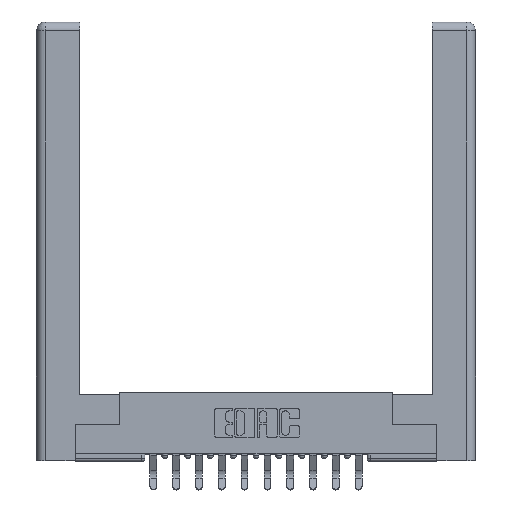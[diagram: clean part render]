
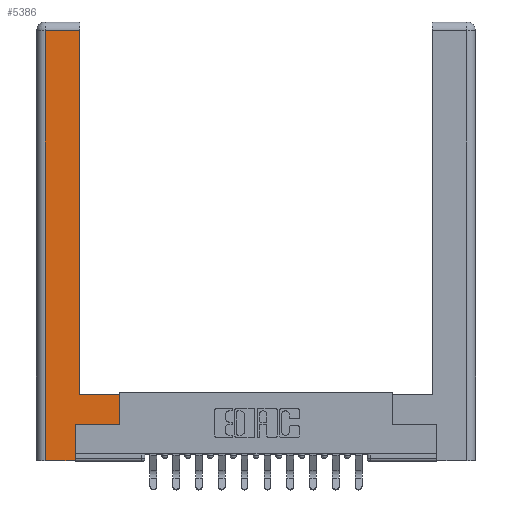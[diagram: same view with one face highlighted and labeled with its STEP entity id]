
A CAD part, top view. The second image highlights one B-rep face of the part: STEP entity #5386.
In plain terms, the highlighted planar face has unit normal (0, 0, 1).
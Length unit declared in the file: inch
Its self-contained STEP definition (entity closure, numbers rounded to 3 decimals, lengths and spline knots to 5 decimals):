
#4 = ORIENTED_EDGE ( 'NONE', *, *, #7945, .T. ) ;
#39 = CARTESIAN_POINT ( 'NONE',  ( 0.295, 0.45, 0. ) ) ;
#270 = EDGE_CURVE ( 'NONE', #653, #8378, #2933, .T. ) ;
#402 = ORIENTED_EDGE ( 'NONE', *, *, #2325, .T. ) ;
#653 = VERTEX_POINT ( 'NONE', #9591 ) ;
#908 = VECTOR ( 'NONE', #15201, 39.37008 ) ;
#1030 = ORIENTED_EDGE ( 'NONE', *, *, #9460, .T. ) ;
#1162 = CARTESIAN_POINT ( 'NONE',  ( 0.265, 0.245, 0. ) ) ;
#1568 = EDGE_CURVE ( 'NONE', #4908, #5134, #8508, .T. ) ;
#1910 = PLANE ( 'NONE',  #10660 ) ;
#2325 = EDGE_CURVE ( 'NONE', #5134, #13016, #12115, .T. ) ;
#2933 = LINE ( 'NONE', #39, #15330 ) ;
#3866 = EDGE_LOOP ( 'NONE', ( #15394, #10747, #402, #4, #13367, #13224, #1030, #11293 ) ) ;
#3882 = EDGE_CURVE ( 'NONE', #6407, #6598, #12639, .T. ) ;
#4098 = LINE ( 'NONE', #7847, #908 ) ;
#4538 = VERTEX_POINT ( 'NONE', #11665 ) ;
#4617 = CARTESIAN_POINT ( 'NONE',  ( 0.295, 2.94, 0. ) ) ;
#4801 = LINE ( 'NONE', #4893, #8338 ) ;
#4893 = CARTESIAN_POINT ( 'NONE',  ( 0.565, 0.245, 0. ) ) ;
#4908 = VERTEX_POINT ( 'NONE', #4617 ) ;
#5134 = VERTEX_POINT ( 'NONE', #6212 ) ;
#5386 = ADVANCED_FACE ( 'NONE', ( #14470 ), #1910, .F. ) ;
#5644 = CARTESIAN_POINT ( 'NONE',  ( 0.295, 3., 0. ) ) ;
#6151 = VECTOR ( 'NONE', #11778, 39.37008 ) ;
#6212 = CARTESIAN_POINT ( 'NONE',  ( 0.0615, 2.94, 0. ) ) ;
#6247 = VECTOR ( 'NONE', #10218, 39.37008 ) ;
#6407 = VERTEX_POINT ( 'NONE', #14540 ) ;
#6417 = DIRECTION ( 'NONE',  ( 0., 1., 0. ) ) ;
#6598 = VERTEX_POINT ( 'NONE', #7927 ) ;
#7171 = CARTESIAN_POINT ( 'NONE',  ( 0.0615, 0., 0. ) ) ;
#7329 = DIRECTION ( 'NONE',  ( -1., 0., 0. ) ) ;
#7840 = CARTESIAN_POINT ( 'NONE',  ( 0.0615, 2.94, 0. ) ) ;
#7847 = CARTESIAN_POINT ( 'NONE',  ( 0.265, 0., 0. ) ) ;
#7927 = CARTESIAN_POINT ( 'NONE',  ( 0.265, 0.245, 0. ) ) ;
#7945 = EDGE_CURVE ( 'NONE', #13016, #6407, #4098, .T. ) ;
#8338 = VECTOR ( 'NONE', #9704, 39.37008 ) ;
#8378 = VERTEX_POINT ( 'NONE', #12409 ) ;
#8508 = LINE ( 'NONE', #7840, #6247 ) ;
#9460 = EDGE_CURVE ( 'NONE', #4538, #653, #15314, .T. ) ;
#9591 = CARTESIAN_POINT ( 'NONE',  ( 0.565, 0.45, 0. ) ) ;
#9704 = DIRECTION ( 'NONE',  ( 1., 0., 0. ) ) ;
#10218 = DIRECTION ( 'NONE',  ( -1., 0., 0. ) ) ;
#10263 = DIRECTION ( 'NONE',  ( 0., 0., -1. ) ) ;
#10630 = DIRECTION ( 'NONE',  ( 0., 1., 0. ) ) ;
#10660 = AXIS2_PLACEMENT_3D ( 'NONE', #12572, #10263, #15185 ) ;
#10698 = VECTOR ( 'NONE', #10630, 39.37008 ) ;
#10747 = ORIENTED_EDGE ( 'NONE', *, *, #1568, .T. ) ;
#10951 = CARTESIAN_POINT ( 'NONE',  ( 0.0615, 0., 0. ) ) ;
#11159 = VECTOR ( 'NONE', #6417, 39.37008 ) ;
#11293 = ORIENTED_EDGE ( 'NONE', *, *, #270, .T. ) ;
#11549 = VECTOR ( 'NONE', #13196, 39.37008 ) ;
#11665 = CARTESIAN_POINT ( 'NONE',  ( 0.565, 0.245, 0. ) ) ;
#11778 = DIRECTION ( 'NONE',  ( 0., 1., 0. ) ) ;
#12115 = LINE ( 'NONE', #7171, #11549 ) ;
#12409 = CARTESIAN_POINT ( 'NONE',  ( 0.295, 0.45, 0. ) ) ;
#12572 = CARTESIAN_POINT ( 'NONE',  ( 0., 0., 0. ) ) ;
#12639 = LINE ( 'NONE', #1162, #10698 ) ;
#12816 = LINE ( 'NONE', #5644, #6151 ) ;
#13016 = VERTEX_POINT ( 'NONE', #10951 ) ;
#13196 = DIRECTION ( 'NONE',  ( 0., -1., 0. ) ) ;
#13224 = ORIENTED_EDGE ( 'NONE', *, *, #15528, .T. ) ;
#13367 = ORIENTED_EDGE ( 'NONE', *, *, #3882, .T. ) ;
#13639 = CARTESIAN_POINT ( 'NONE',  ( 0.565, 0.45, 0. ) ) ;
#13765 = EDGE_CURVE ( 'NONE', #8378, #4908, #12816, .T. ) ;
#14470 = FACE_OUTER_BOUND ( 'NONE', #3866, .T. ) ;
#14540 = CARTESIAN_POINT ( 'NONE',  ( 0.265, 0., 0. ) ) ;
#15185 = DIRECTION ( 'NONE',  ( -1., 0., 0. ) ) ;
#15201 = DIRECTION ( 'NONE',  ( 1., 0., 0. ) ) ;
#15314 = LINE ( 'NONE', #13639, #11159 ) ;
#15330 = VECTOR ( 'NONE', #7329, 39.37008 ) ;
#15394 = ORIENTED_EDGE ( 'NONE', *, *, #13765, .T. ) ;
#15528 = EDGE_CURVE ( 'NONE', #6598, #4538, #4801, .T. ) ;
